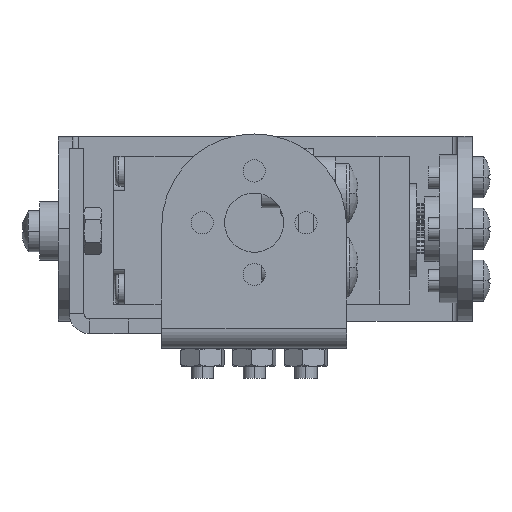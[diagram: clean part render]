
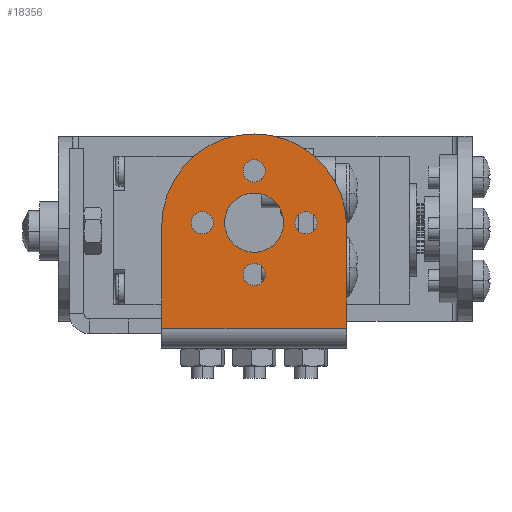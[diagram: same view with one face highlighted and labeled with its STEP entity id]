
A CAD part, left-side view. The second image highlights one B-rep face of the part: STEP entity #18356.
In plain terms, the highlighted planar face has unit normal (-1, 0, 0).
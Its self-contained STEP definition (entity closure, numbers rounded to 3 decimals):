
#4 = CIRCLE ( 'NONE', #14925, 1.5 ) ;
#342 = CARTESIAN_POINT ( 'NONE',  ( 0., -5.5, 15. ) ) ;
#786 = ORIENTED_EDGE ( 'NONE', *, *, #19333, .F. ) ;
#858 = CARTESIAN_POINT ( 'NONE',  ( 0., -12.5, 6.5 ) ) ;
#937 = DIRECTION ( 'NONE',  ( 1., 0., 0. ) ) ;
#1321 = DIRECTION ( 'NONE',  ( -1., 0., 0. ) ) ;
#1424 = EDGE_CURVE ( 'NONE', #10204, #2369, #12692, .T. ) ;
#1830 = ORIENTED_EDGE ( 'NONE', *, *, #15641, .F. ) ;
#1991 = EDGE_CURVE ( 'NONE', #22833, #3061, #16296, .T. ) ;
#2096 = CIRCLE ( 'NONE', #2538, 1.5 ) ;
#2115 = AXIS2_PLACEMENT_3D ( 'NONE', #14277, #18167, #6419 ) ;
#2369 = VERTEX_POINT ( 'NONE', #21849 ) ;
#2538 = AXIS2_PLACEMENT_3D ( 'NONE', #16846, #18473, #24869 ) ;
#2617 = DIRECTION ( 'NONE',  ( 1., 0., 0. ) ) ;
#2707 = VERTEX_POINT ( 'NONE', #14858 ) ;
#2833 = FACE_BOUND ( 'NONE', #8621, .T. ) ;
#2983 = AXIS2_PLACEMENT_3D ( 'NONE', #342, #23071, #4756 ) ;
#2987 = DIRECTION ( 'NONE',  ( 0., 0., 1. ) ) ;
#3011 = CARTESIAN_POINT ( 'NONE',  ( 0., -12.5, 14.5 ) ) ;
#3061 = VERTEX_POINT ( 'NONE', #12535 ) ;
#3069 = DIRECTION ( 'NONE',  ( 0., 0., 1. ) ) ;
#3871 = ORIENTED_EDGE ( 'NONE', *, *, #20948, .T. ) ;
#3887 = VERTEX_POINT ( 'NONE', #11339 ) ;
#3977 = EDGE_LOOP ( 'NONE', ( #15321, #19315 ) ) ;
#4030 = DIRECTION ( 'NONE',  ( -1., 0., 0. ) ) ;
#4273 = ORIENTED_EDGE ( 'NONE', *, *, #15110, .F. ) ;
#4332 = VERTEX_POINT ( 'NONE', #21382 ) ;
#4756 = DIRECTION ( 'NONE',  ( 0., 0., 1. ) ) ;
#4809 = VERTEX_POINT ( 'NONE', #13578 ) ;
#5031 = CIRCLE ( 'NONE', #14396, 1.5 ) ;
#5132 = EDGE_LOOP ( 'NONE', ( #19600, #17187 ) ) ;
#5292 = DIRECTION ( 'NONE',  ( 0., 0., 1. ) ) ;
#5655 = AXIS2_PLACEMENT_3D ( 'NONE', #25909, #21653, #7090 ) ;
#5707 = CARTESIAN_POINT ( 'NONE',  ( 0., -12.5, 22. ) ) ;
#5989 = EDGE_CURVE ( 'NONE', #4332, #18088, #9894, .T. ) ;
#6387 = AXIS2_PLACEMENT_3D ( 'NONE', #8111, #10230, #8374 ) ;
#6412 = EDGE_CURVE ( 'NONE', #2707, #24888, #6893, .T. ) ;
#6419 = DIRECTION ( 'NONE',  ( 0., 0., 1. ) ) ;
#6465 = LINE ( 'NONE', #17000, #21333 ) ;
#6826 = CARTESIAN_POINT ( 'NONE',  ( 0., 0., 0. ) ) ;
#6893 = CIRCLE ( 'NONE', #9010, 1.5 ) ;
#7090 = DIRECTION ( 'NONE',  ( 0., 0., 1. ) ) ;
#7836 = EDGE_CURVE ( 'NONE', #3887, #12275, #4, .T. ) ;
#7997 = LINE ( 'NONE', #15751, #18160 ) ;
#8111 = CARTESIAN_POINT ( 'NONE',  ( 0., -12.5, 15. ) ) ;
#8203 = VERTEX_POINT ( 'NONE', #9238 ) ;
#8287 = ORIENTED_EDGE ( 'NONE', *, *, #5989, .F. ) ;
#8374 = DIRECTION ( 'NONE',  ( 0., 0., 1. ) ) ;
#8621 = EDGE_LOOP ( 'NONE', ( #12138, #4273 ) ) ;
#8873 = EDGE_CURVE ( 'NONE', #26381, #10204, #26109, .T. ) ;
#8939 = FACE_BOUND ( 'NONE', #3977, .T. ) ;
#9010 = AXIS2_PLACEMENT_3D ( 'NONE', #5707, #1321, #3069 ) ;
#9238 = CARTESIAN_POINT ( 'NONE',  ( 0., -25., 14.5 ) ) ;
#9600 = AXIS2_PLACEMENT_3D ( 'NONE', #19761, #21265, #2987 ) ;
#9644 = EDGE_CURVE ( 'NONE', #8203, #4809, #6465, .T. ) ;
#9894 = CIRCLE ( 'NONE', #15025, 1.5 ) ;
#10204 = VERTEX_POINT ( 'NONE', #15221 ) ;
#10230 = DIRECTION ( 'NONE',  ( -1., 0., 0. ) ) ;
#10313 = VERTEX_POINT ( 'NONE', #14125 ) ;
#10709 = DIRECTION ( 'NONE',  ( 0., 0., -1. ) ) ;
#10720 = DIRECTION ( 'NONE',  ( 0., 0., 1. ) ) ;
#11339 = CARTESIAN_POINT ( 'NONE',  ( 0., -5.5, 13.5 ) ) ;
#12138 = ORIENTED_EDGE ( 'NONE', *, *, #20853, .F. ) ;
#12275 = VERTEX_POINT ( 'NONE', #22781 ) ;
#12535 = CARTESIAN_POINT ( 'NONE',  ( 0., -19.5, 13.5 ) ) ;
#12582 = ORIENTED_EDGE ( 'NONE', *, *, #1424, .F. ) ;
#12635 = EDGE_CURVE ( 'NONE', #2369, #8203, #13680, .T. ) ;
#12692 = CIRCLE ( 'NONE', #24661, 12.5 ) ;
#12777 = CIRCLE ( 'NONE', #6387, 4. ) ;
#13253 = VERTEX_POINT ( 'NONE', #18594 ) ;
#13415 = CARTESIAN_POINT ( 'NONE',  ( 0., -5.5, 15. ) ) ;
#13534 = CARTESIAN_POINT ( 'NONE',  ( 0., -12.5, 8. ) ) ;
#13578 = CARTESIAN_POINT ( 'NONE',  ( 0., -25., 0.737 ) ) ;
#13680 = CIRCLE ( 'NONE', #24790, 12.5 ) ;
#13714 = DIRECTION ( 'NONE',  ( 0., 0., 1. ) ) ;
#14125 = CARTESIAN_POINT ( 'NONE',  ( 0., -12.5, 11. ) ) ;
#14143 = DIRECTION ( 'NONE',  ( 0., -1., 0. ) ) ;
#14277 = CARTESIAN_POINT ( 'NONE',  ( 0., -19.5, 15. ) ) ;
#14396 = AXIS2_PLACEMENT_3D ( 'NONE', #13534, #4030, #26313 ) ;
#14419 = EDGE_CURVE ( 'NONE', #24888, #2707, #2096, .T. ) ;
#14681 = EDGE_CURVE ( 'NONE', #3061, #22833, #14903, .T. ) ;
#14683 = PLANE ( 'NONE',  #17311 ) ;
#14821 = DIRECTION ( 'NONE',  ( -1., 0., 0. ) ) ;
#14858 = CARTESIAN_POINT ( 'NONE',  ( 0., -12.5, 20.5 ) ) ;
#14903 = CIRCLE ( 'NONE', #2115, 1.5 ) ;
#14925 = AXIS2_PLACEMENT_3D ( 'NONE', #13415, #17838, #23474 ) ;
#14956 = FACE_BOUND ( 'NONE', #19496, .T. ) ;
#15025 = AXIS2_PLACEMENT_3D ( 'NONE', #18119, #24266, #13714 ) ;
#15110 = EDGE_CURVE ( 'NONE', #10313, #13253, #12777, .T. ) ;
#15221 = CARTESIAN_POINT ( 'NONE',  ( 0., 0., 14.5 ) ) ;
#15321 = ORIENTED_EDGE ( 'NONE', *, *, #1991, .F. ) ;
#15641 = EDGE_CURVE ( 'NONE', #12275, #3887, #20002, .T. ) ;
#15751 = CARTESIAN_POINT ( 'NONE',  ( 0., 0., 0.737 ) ) ;
#16296 = CIRCLE ( 'NONE', #5655, 1.5 ) ;
#16695 = FACE_OUTER_BOUND ( 'NONE', #16707, .T. ) ;
#16707 = EDGE_LOOP ( 'NONE', ( #22658, #20959, #12582, #25291, #3871 ) ) ;
#16846 = CARTESIAN_POINT ( 'NONE',  ( 0., -12.5, 22. ) ) ;
#16992 = CARTESIAN_POINT ( 'NONE',  ( 0., -12.5, 23.5 ) ) ;
#17000 = CARTESIAN_POINT ( 'NONE',  ( 0., -25., 0. ) ) ;
#17007 = ORIENTED_EDGE ( 'NONE', *, *, #7836, .F. ) ;
#17187 = ORIENTED_EDGE ( 'NONE', *, *, #6412, .F. ) ;
#17311 = AXIS2_PLACEMENT_3D ( 'NONE', #6826, #14821, #22869 ) ;
#17838 = DIRECTION ( 'NONE',  ( -1., 0., 0. ) ) ;
#18088 = VERTEX_POINT ( 'NONE', #858 ) ;
#18119 = CARTESIAN_POINT ( 'NONE',  ( 0., -12.5, 8. ) ) ;
#18160 = VECTOR ( 'NONE', #14143, 1000. ) ;
#18167 = DIRECTION ( 'NONE',  ( -1., 0., 0. ) ) ;
#18328 = EDGE_LOOP ( 'NONE', ( #8287, #786 ) ) ;
#18356 = ADVANCED_FACE ( 'NONE', ( #14956, #20706, #2833, #25110, #8939, #16695 ), #14683, .T. ) ;
#18473 = DIRECTION ( 'NONE',  ( -1., 0., 0. ) ) ;
#18594 = CARTESIAN_POINT ( 'NONE',  ( 0., -12.5, 19. ) ) ;
#19315 = ORIENTED_EDGE ( 'NONE', *, *, #14681, .F. ) ;
#19333 = EDGE_CURVE ( 'NONE', #18088, #4332, #5031, .T. ) ;
#19496 = EDGE_LOOP ( 'NONE', ( #1830, #17007 ) ) ;
#19600 = ORIENTED_EDGE ( 'NONE', *, *, #14419, .F. ) ;
#19761 = CARTESIAN_POINT ( 'NONE',  ( 0., -12.5, 15. ) ) ;
#19829 = CARTESIAN_POINT ( 'NONE',  ( 0., 0., 28. ) ) ;
#20002 = CIRCLE ( 'NONE', #2983, 1.5 ) ;
#20371 = CARTESIAN_POINT ( 'NONE',  ( 0., -19.5, 16.5 ) ) ;
#20706 = FACE_BOUND ( 'NONE', #18328, .T. ) ;
#20853 = EDGE_CURVE ( 'NONE', #13253, #10313, #21148, .T. ) ;
#20948 = EDGE_CURVE ( 'NONE', #26381, #4809, #7997, .T. ) ;
#20959 = ORIENTED_EDGE ( 'NONE', *, *, #12635, .F. ) ;
#21148 = CIRCLE ( 'NONE', #9600, 4. ) ;
#21248 = CARTESIAN_POINT ( 'NONE',  ( 0., 0., 0.737 ) ) ;
#21265 = DIRECTION ( 'NONE',  ( -1., 0., 0. ) ) ;
#21333 = VECTOR ( 'NONE', #10709, 1000. ) ;
#21382 = CARTESIAN_POINT ( 'NONE',  ( 0., -12.5, 9.5 ) ) ;
#21653 = DIRECTION ( 'NONE',  ( -1., 0., 0. ) ) ;
#21849 = CARTESIAN_POINT ( 'NONE',  ( 0., -12.5, 27. ) ) ;
#22129 = VECTOR ( 'NONE', #5292, 1000. ) ;
#22658 = ORIENTED_EDGE ( 'NONE', *, *, #9644, .F. ) ;
#22781 = CARTESIAN_POINT ( 'NONE',  ( 0., -5.5, 16.5 ) ) ;
#22833 = VERTEX_POINT ( 'NONE', #20371 ) ;
#22869 = DIRECTION ( 'NONE',  ( 0., 0., 1. ) ) ;
#23071 = DIRECTION ( 'NONE',  ( -1., 0., 0. ) ) ;
#23474 = DIRECTION ( 'NONE',  ( 0., 0., 1. ) ) ;
#23507 = CARTESIAN_POINT ( 'NONE',  ( 0., -12.5, 14.5 ) ) ;
#24266 = DIRECTION ( 'NONE',  ( -1., 0., 0. ) ) ;
#24661 = AXIS2_PLACEMENT_3D ( 'NONE', #3011, #2617, #10720 ) ;
#24790 = AXIS2_PLACEMENT_3D ( 'NONE', #23507, #937, #25742 ) ;
#24869 = DIRECTION ( 'NONE',  ( 0., 0., 1. ) ) ;
#24888 = VERTEX_POINT ( 'NONE', #16992 ) ;
#25110 = FACE_BOUND ( 'NONE', #5132, .T. ) ;
#25291 = ORIENTED_EDGE ( 'NONE', *, *, #8873, .F. ) ;
#25742 = DIRECTION ( 'NONE',  ( 0., 0., 1. ) ) ;
#25909 = CARTESIAN_POINT ( 'NONE',  ( 0., -19.5, 15. ) ) ;
#26109 = LINE ( 'NONE', #19829, #22129 ) ;
#26313 = DIRECTION ( 'NONE',  ( 0., 0., 1. ) ) ;
#26381 = VERTEX_POINT ( 'NONE', #21248 ) ;
